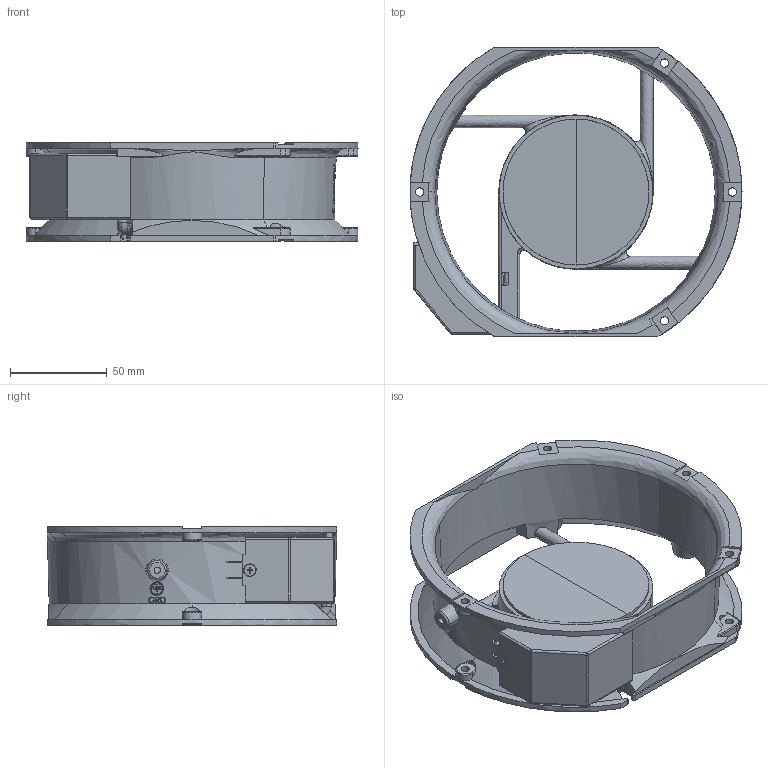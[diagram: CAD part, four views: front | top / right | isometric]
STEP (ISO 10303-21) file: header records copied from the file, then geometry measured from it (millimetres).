
FILE_DESCRIPTION (( 'STEP AP203' ), '1' );
FILE_NAME ('OA172SAP m0 TB Frame Only.stp', '2021-11-05T15:19:39', ( '' ), ( '' ), 'SwSTEP 2.0', 'SolidWorks 2018', '' );
FILE_SCHEMA (( 'CONFIG_CONTROL_DESIGN' ));
Length unit declared in the file: millimetre
Products named in the file (1): OA172SAP m0 TB Frame Only
Bounding box: 172 x 150 x 51 mm (x, y, z)
Volume: 211106.9 mm3; surface area: 89423.9 mm2
Topology: 1 solids, 1 shells, 660 faces, 1813 edges, 1170 vertices
Faces by surface type: plane 355, bspline 305
Entity records: 38826 total; most frequent: CARTESIAN_POINT 25272, ORIENTED_EDGE 3606, EDGE_CURVE 1803, DIRECTION 1683, VERTEX_POINT 1170, VECTOR 801, LINE 801, EDGE_LOOP 725
